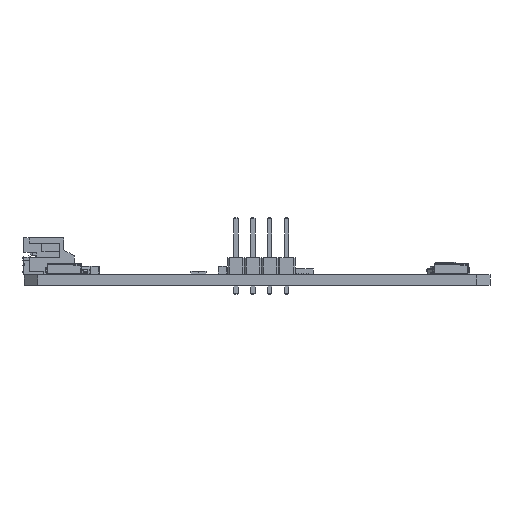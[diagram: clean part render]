
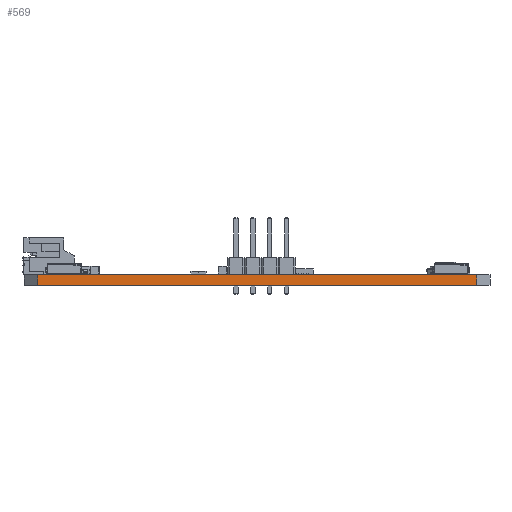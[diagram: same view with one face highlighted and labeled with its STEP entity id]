
A CAD part, front view. The second image highlights one B-rep face of the part: STEP entity #569.
In plain terms, the highlighted planar face has unit normal (0, -1, 0).
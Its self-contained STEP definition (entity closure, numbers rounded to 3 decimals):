
#569=ADVANCED_FACE('',(#2417),#30243,.T.);
#2417=FACE_OUTER_BOUND('',#4291,.T.);
#4291=EDGE_LOOP('',(#6387,#6388,#6389,#6390));
#6387=ORIENTED_EDGE('',*,*,#16291,.T.);
#6388=ORIENTED_EDGE('',*,*,#16351,.F.);
#6389=ORIENTED_EDGE('',*,*,#16277,.F.);
#6390=ORIENTED_EDGE('',*,*,#16355,.T.);
#16277=EDGE_CURVE('',#26452,#26420,#22272,.T.);
#16291=EDGE_CURVE('',#26457,#26425,#22278,.T.);
#16351=EDGE_CURVE('',#26420,#26425,#22310,.T.);
#16355=EDGE_CURVE('',#26452,#26457,#22314,.T.);
#22272=B_SPLINE_CURVE_WITH_KNOTS('',1,(#35427,#35428),.UNSPECIFIED.,.F.,
 .F.,(2,2),(0.,1.6),.UNSPECIFIED.);
#22278=B_SPLINE_CURVE_WITH_KNOTS('',1,(#35479,#35480),.UNSPECIFIED.,.F.,
 .F.,(2,2),(0.,1.6),.UNSPECIFIED.);
#22310=B_SPLINE_CURVE_WITH_KNOTS('',1,(#35671,#35672,#35673,#35674,#35675,
#35676),.UNSPECIFIED.,.F.,.F.,(2,1,1,1,1,2),(0.,4.133,10.,56.,61.867,
66.),.UNSPECIFIED.);
#22314=B_SPLINE_CURVE_WITH_KNOTS('',1,(#35695,#35696,#35697,#35698,#35699,
#35700),.UNSPECIFIED.,.F.,.F.,(2,1,1,1,1,2),(0.,4.133,10.,56.,61.867,
66.),.UNSPECIFIED.);
#26420=VERTEX_POINT('',#35288);
#26425=VERTEX_POINT('',#35293);
#26452=VERTEX_POINT('',#35320);
#26457=VERTEX_POINT('',#35325);
#30243=PLANE('',#32099);
#32099=AXIS2_PLACEMENT_3D('',#35206,#33501,$);
#33501=DIRECTION('',(0.,-1.,0.));
#35206=CARTESIAN_POINT('',(5.229,-68.142,-5.216));
#35288=CARTESIAN_POINT('',(3.229,-68.142,0.));
#35293=CARTESIAN_POINT('',(-62.771,-68.142,0.));
#35320=CARTESIAN_POINT('',(3.229,-68.142,1.6));
#35325=CARTESIAN_POINT('',(-62.771,-68.142,1.6));
#35427=CARTESIAN_POINT('',(3.229,-68.142,1.6));
#35428=CARTESIAN_POINT('',(3.229,-68.142,0.));
#35479=CARTESIAN_POINT('',(-62.771,-68.142,1.6));
#35480=CARTESIAN_POINT('',(-62.771,-68.142,0.));
#35671=CARTESIAN_POINT('',(3.229,-68.142,0.));
#35672=CARTESIAN_POINT('',(-0.903,-68.142,0.));
#35673=CARTESIAN_POINT('',(-6.771,-68.142,0.));
#35674=CARTESIAN_POINT('',(-52.771,-68.142,0.));
#35675=CARTESIAN_POINT('',(-58.638,-68.142,0.));
#35676=CARTESIAN_POINT('',(-62.771,-68.142,0.));
#35695=CARTESIAN_POINT('',(3.229,-68.142,1.6));
#35696=CARTESIAN_POINT('',(-0.903,-68.142,1.6));
#35697=CARTESIAN_POINT('',(-6.771,-68.142,1.6));
#35698=CARTESIAN_POINT('',(-52.771,-68.142,1.6));
#35699=CARTESIAN_POINT('',(-58.638,-68.142,1.6));
#35700=CARTESIAN_POINT('',(-62.771,-68.142,1.6));
